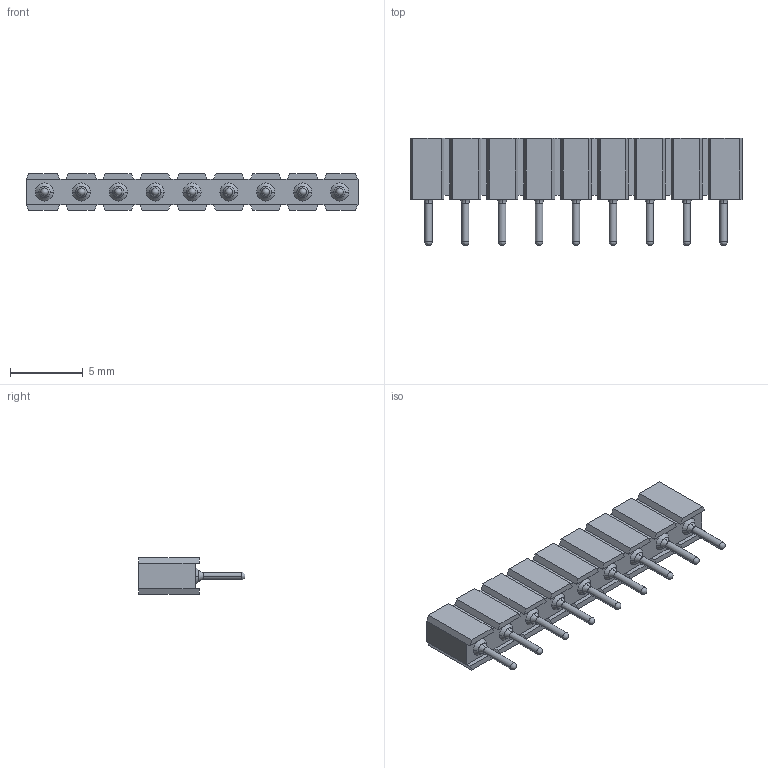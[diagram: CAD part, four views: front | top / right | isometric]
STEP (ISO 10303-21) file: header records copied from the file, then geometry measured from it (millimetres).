
FILE_DESCRIPTION(('STEP AP214'),'1');
FILE_NAME(' ',' ',('TraceParts'),('TraceParts S.A.'),'XStep 1.0',' ',' ');
FILE_SCHEMA(('automotive_design'));
Length unit declared in the file: millimetre
Products named in the file (1): 1
Bounding box: 22.86 x 7.37 x 2.54 mm (x, y, z)
Volume: 197.5 mm3; surface area: 570.8 mm2
Topology: 1 solids, 1 shells, 407 faces, 972 edges, 567 vertices
Faces by surface type: cone 180, plane 128, cylinder 72, torus 18, sphere 9
Entity records: 22205 total; most frequent: DIRECTION 2148, CARTESIAN_POINT 1911, STYLED_ITEM 1910, PRESENTATION_STYLE_ASSIGNMENT 1910, COLOUR_RGB 1910, ORIENTED_EDGE 1872, EDGE_CURVE 936, CURVE_STYLE 936
